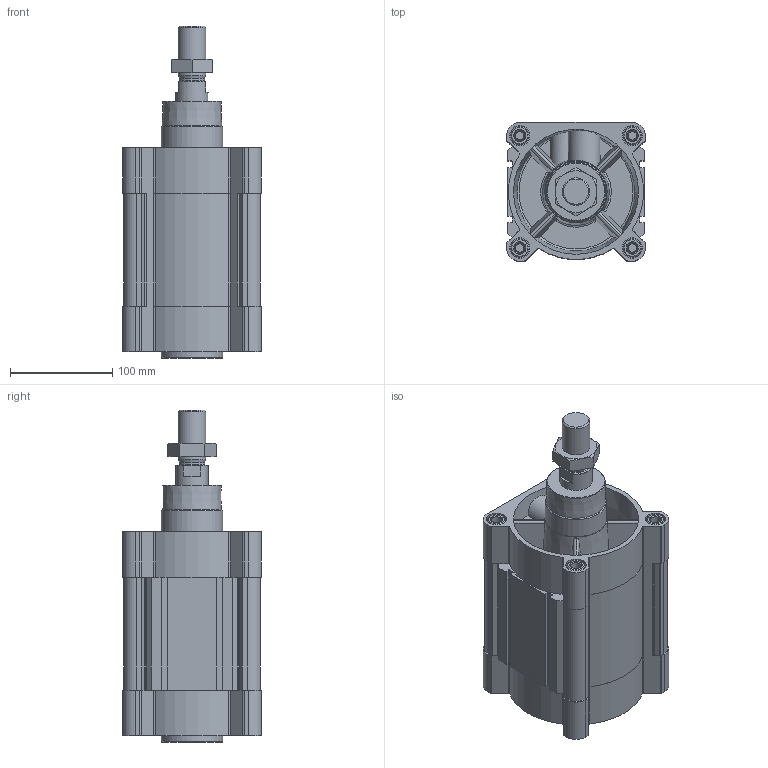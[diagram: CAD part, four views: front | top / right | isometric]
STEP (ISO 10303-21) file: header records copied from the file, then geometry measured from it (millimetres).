
FILE_DESCRIPTION(/* description */ ('STEP AP214'),/* implementation_level */ '2;1');
FILE_NAME(/* name */ '8165676_DSBC-125-40-D3-PPVA-N3',/* time_stamp */ '2024-08-21T04:22:44+02:00',/* author */ ('License CC BY-ND 4.0'),/* organization */ ('CADENAS'),/* preprocessor_version */ 'ST-DEVELOPER v19.3',/* originating_system */ 'PARTsolutions',/* authorisation */ ' ');
FILE_SCHEMA (('AUTOMOTIVE_DESIGN {1 0 10303 214 3 1 1}'));
Length unit declared in the file: millimetre
Products named in the file (4): 8165676 DSBC-125-40-D3-PPVA-N3---(0); 1722457 DSBC-125-40-D3-PPVA_(Z_0); 1722457 DSBC-125-40_(K); DIN-439-B - M27x2(F)
Assembly tree (3 placements, depth 2):
  8165676 DSBC-125-40-D3-PPVA-N3---(0)
    1722457 DSBC-125-40-D3-PPVA_(Z_0)
    1722457 DSBC-125-40_(K)
    DIN-439-B - M27x2(F)
Bounding box: 136 x 136 x 325 mm (x, y, z)
Volume: 2577220.7 mm3; surface area: 392418.3 mm2
Topology: 3 solids, 3 shells, 517 faces, 1358 edges, 886 vertices
Faces by surface type: plane 263, cylinder 184, cone 50, torus 20
Full cylindrical faces by diameter (mm): 5.459 x2, 10.106 x8, 12 x2, 12.8 x2, 18 x8, 18.631 x2, 19.9 x8, 24.835 x1, 24.9 x1, 27 x1, 32 x2, 60 x2, 125 x2
Entity records: 15905 total; most frequent: CARTESIAN_POINT 3417, DIRECTION 2565, ORIENTED_EDGE 2500, EDGE_CURVE 1250, AXIS2_PLACEMENT_3D 955, VERTEX_POINT 871, LINE 655, VECTOR 655
